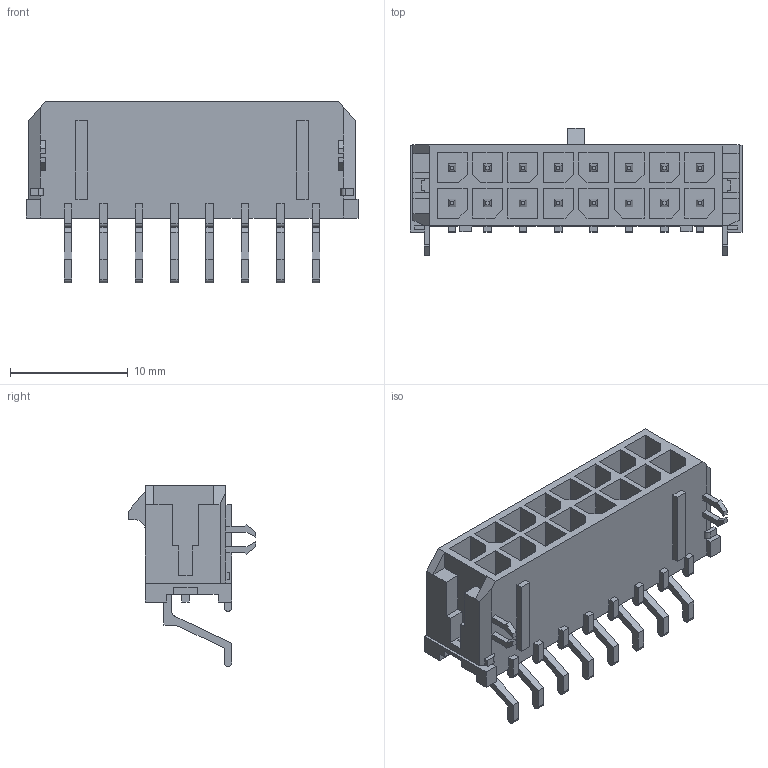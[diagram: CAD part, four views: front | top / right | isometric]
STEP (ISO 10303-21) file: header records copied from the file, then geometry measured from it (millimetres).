
FILE_DESCRIPTION((''),'2;1');
FILE_NAME('430451607','2020-04-16T',('gga'),(''),'PRO/ENGINEER BY PARAMETRIC TECHNOLOGY CORPORATION, 2016010','PRO/ENGINEER BY PARAMETRIC TECHNOLOGY CORPORATION, 2016010','');
FILE_SCHEMA(('CONFIG_CONTROL_DESIGN'));
Length unit declared in the file: millimetre
Products named in the file (1): 430451607
Bounding box: 28.15 x 10.77 x 15.4 mm (x, y, z)
Volume: 1132.4 mm3; surface area: 2669.9 mm2
Topology: 1 solids, 9 shells, 699 faces, 1855 edges, 1212 vertices
Faces by surface type: plane 672, cylinder 27
Entity records: 21004 total; most frequent: CARTESIAN_POINT 3695, ORIENTED_EDGE 3570, DIRECTION 3313, VECTOR 1797, LINE 1797, EDGE_CURVE 1785, VERTEX_POINT 1140, AXIS2_PLACEMENT_3D 758
